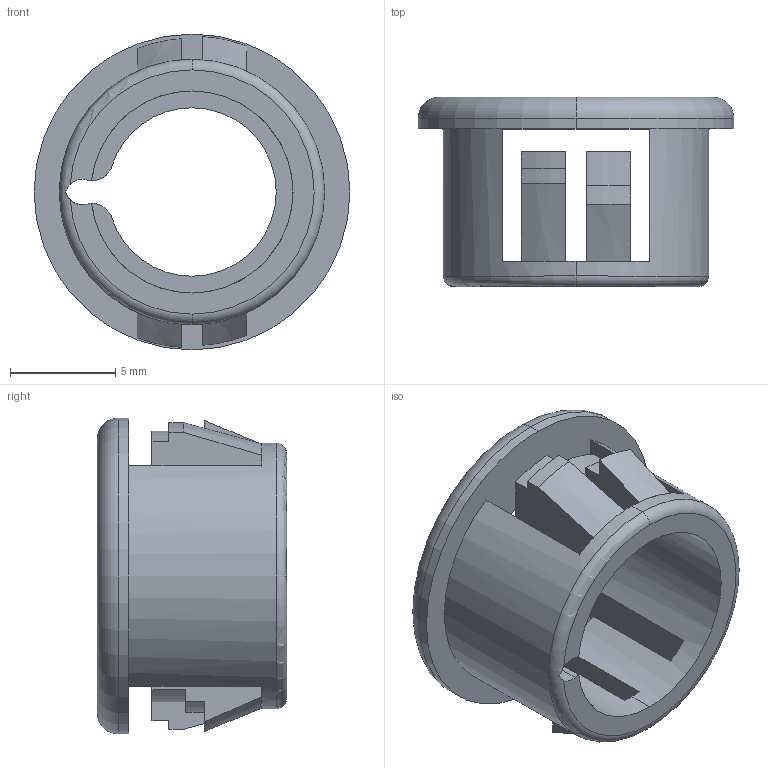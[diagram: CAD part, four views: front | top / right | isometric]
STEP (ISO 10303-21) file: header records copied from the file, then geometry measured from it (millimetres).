
FILE_DESCRIPTION (( 'STEP AP203' ), '1' );
FILE_NAME ('sone3D.STEP', '2014-04-10T06:22:51', ( '' ), ( '' ), 'SwSTEP 2.0', 'SolidWorks 2012', '' );
FILE_SCHEMA (( 'CONFIG_CONTROL_DESIGN' ));
Length unit declared in the file: millimetre
Products named in the file (1): sone3D
Bounding box: 15 x 9 x 15 mm (x, y, z)
Volume: 496.3 mm3; surface area: 954 mm2
Topology: 1 solids, 1 shells, 63 faces, 179 edges, 116 vertices
Faces by surface type: plane 30, cylinder 25, torus 4, cone 4
Entity records: 2188 total; most frequent: CARTESIAN_POINT 401, DIRECTION 381, ORIENTED_EDGE 358, EDGE_CURVE 179, AXIS2_PLACEMENT_3D 148, VERTEX_POINT 116, LINE 85, VECTOR 85
